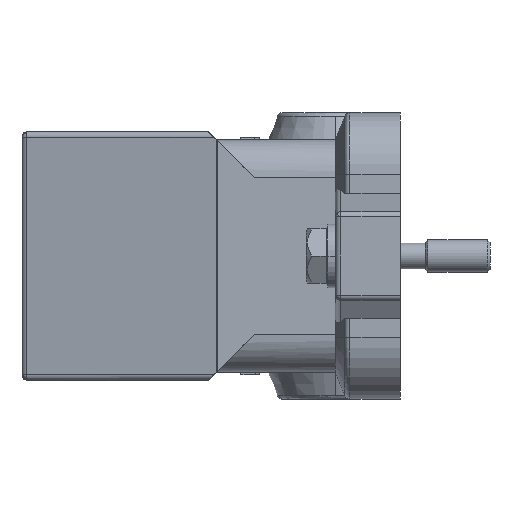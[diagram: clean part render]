
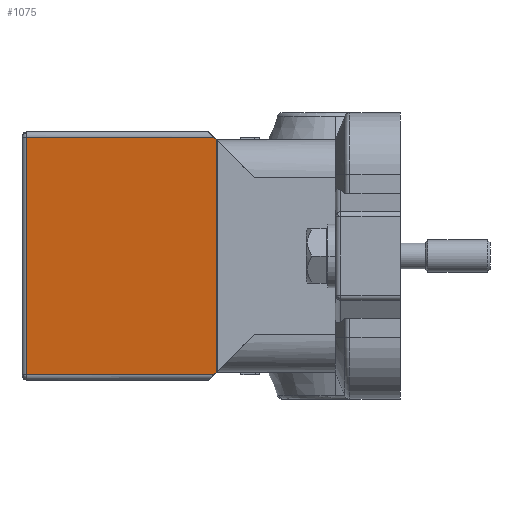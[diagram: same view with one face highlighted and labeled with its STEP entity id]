
A CAD part, left-side view. The second image highlights one B-rep face of the part: STEP entity #1075.
In plain terms, the highlighted planar face has unit normal (-0.985, 0.174, 0).
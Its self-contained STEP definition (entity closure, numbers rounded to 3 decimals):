
#639=FACE_OUTER_BOUND('',#1861,.T.);
#1075=ADVANCED_FACE('NONE',(#639),#1358,.T.);
#1358=PLANE('',#8244);
#1861=EDGE_LOOP('',(#4151,#4152,#4153,#4154,#4155,#4156));
#4151=ORIENTED_EDGE('',*,*,#5613,.F.);
#4152=ORIENTED_EDGE('',*,*,#5625,.F.);
#4153=ORIENTED_EDGE('',*,*,#5620,.F.);
#4154=ORIENTED_EDGE('',*,*,#5580,.T.);
#4155=ORIENTED_EDGE('',*,*,#5557,.T.);
#4156=ORIENTED_EDGE('',*,*,#5566,.T.);
#4716=VERTEX_POINT('',#11667);
#4717=VERTEX_POINT('',#11669);
#4723=VERTEX_POINT('',#11688);
#4727=VERTEX_POINT('',#11719);
#4753=VERTEX_POINT('',#11806);
#4756=VERTEX_POINT('',#11823);
#5557=EDGE_CURVE('NONE',#4717,#4716,#6502,.T.);
#5566=EDGE_CURVE('NONE',#4716,#4723,#6509,.T.);
#5580=EDGE_CURVE('NONE',#4727,#4717,#6518,.T.);
#5613=EDGE_CURVE('NONE',#4753,#4723,#6535,.T.);
#5620=EDGE_CURVE('NONE',#4727,#4756,#6541,.T.);
#5625=EDGE_CURVE('NONE',#4756,#4753,#6545,.T.);
#6502=LINE('',#11668,#7204);
#6509=LINE('',#11689,#7211);
#6518=LINE('',#11718,#7220);
#6535=LINE('',#11807,#7237);
#6541=LINE('',#11822,#7243);
#6545=LINE('',#11833,#7247);
#7204=VECTOR('',#9221,1.);
#7211=VECTOR('',#9234,1.);
#7220=VECTOR('',#9261,1.);
#7237=VECTOR('',#9312,1.);
#7243=VECTOR('',#9324,1.);
#7247=VECTOR('',#9330,1.);
#8244=AXIS2_PLACEMENT_3D('',#12987,#10357,#10358);
#9221=DIRECTION('',(0.,0.,-1.));
#9234=DIRECTION('',(-0.174,-0.985,0.));
#9261=DIRECTION('',(0.174,0.985,0.));
#9312=DIRECTION('',(0.124,0.702,-0.702));
#9324=DIRECTION('',(-0.124,-0.702,-0.702));
#9330=DIRECTION('',(0.,0.,-1.));
#10357=DIRECTION('',(-0.985,0.174,0.));
#10358=DIRECTION('',(-0.174,-0.985,0.));
#11667=CARTESIAN_POINT('',(-23.798,69.174,-22.));
#11668=CARTESIAN_POINT('',(-23.798,69.174,-23.));
#11669=CARTESIAN_POINT('',(-23.798,69.174,22.));
#11688=CARTESIAN_POINT('',(-29.912,34.5,-22.));
#11689=CARTESIAN_POINT('',(-23.652,70.,-22.));
#11718=CARTESIAN_POINT('',(-23.652,70.,22.));
#11719=CARTESIAN_POINT('',(-29.912,34.5,22.));
#11806=CARTESIAN_POINT('',(-29.985,34.086,-21.586));
#11807=CARTESIAN_POINT('',(-29.985,34.086,-21.586));
#11822=CARTESIAN_POINT('',(-29.912,34.5,22.));
#11823=CARTESIAN_POINT('',(-29.985,34.086,21.586));
#11833=CARTESIAN_POINT('',(-29.985,34.086,21.704));
#12987=CARTESIAN_POINT('',(-23.652,70.,-23.));
